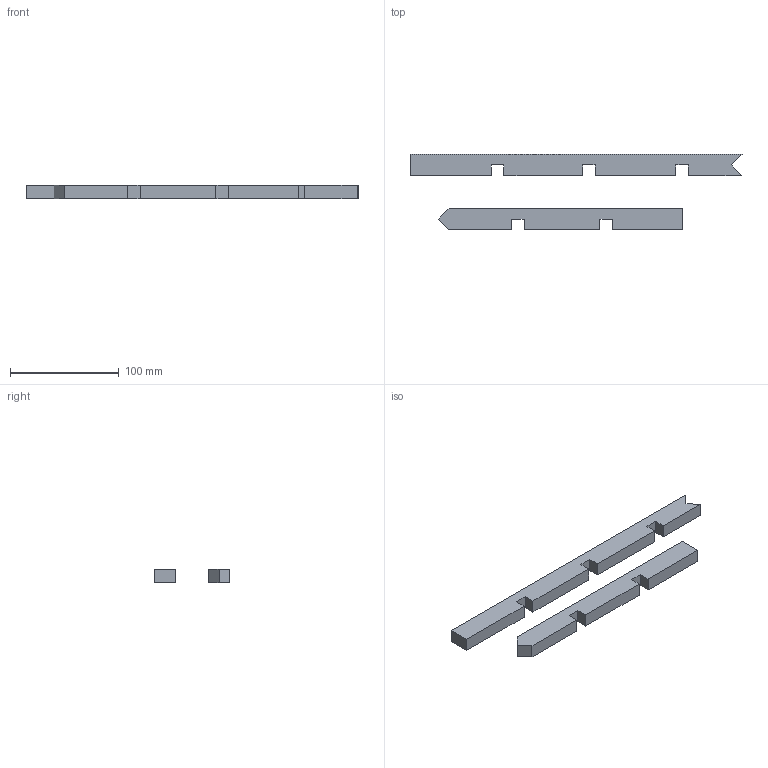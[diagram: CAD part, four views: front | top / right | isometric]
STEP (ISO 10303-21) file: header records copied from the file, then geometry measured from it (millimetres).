
FILE_DESCRIPTION(/* description */ (''),/* implementation_level */ '2;1');
FILE_NAME(/* name */ 'Magneto Cover raise R+L.step',/* time_stamp */ '2024-09-08T17:56:00+02:00',/* author */ (''),/* organization */ (''),/* preprocessor_version */ 'ST-DEVELOPER v20',/* originating_system */ 'Autodesk Translation Framework v13.14.0.145',/* authorisation */ '');
FILE_SCHEMA (('AUTOMOTIVE_DESIGN { 1 0 10303 214 3 1 1 }'));
Length unit declared in the file: millimetre
Products named in the file (1): Magneto Cover raise R+L
Bounding box: 305.96 x 70 x 12.5 mm (x, y, z)
Volume: 123177.7 mm3; surface area: 35188.9 mm2
Topology: 2 solids, 2 shells, 36 faces, 96 edges, 64 vertices
Faces by surface type: plane 36
Entity records: 1132 total; most frequent: CARTESIAN_POINT 197, ORIENTED_EDGE 192, DIRECTION 170, LINE 96, VECTOR 96, EDGE_CURVE 96, VERTEX_POINT 64, AXIS2_PLACEMENT_3D 37
